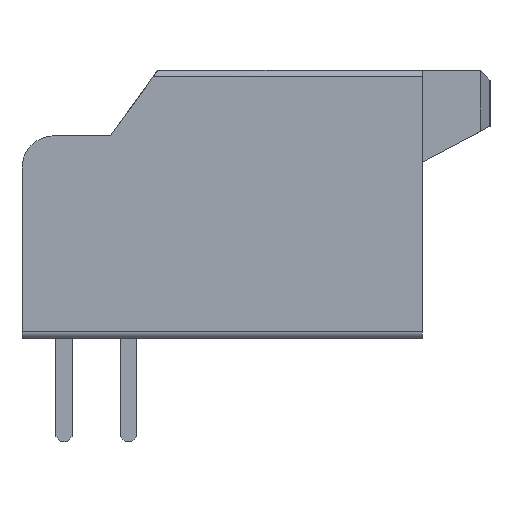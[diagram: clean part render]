
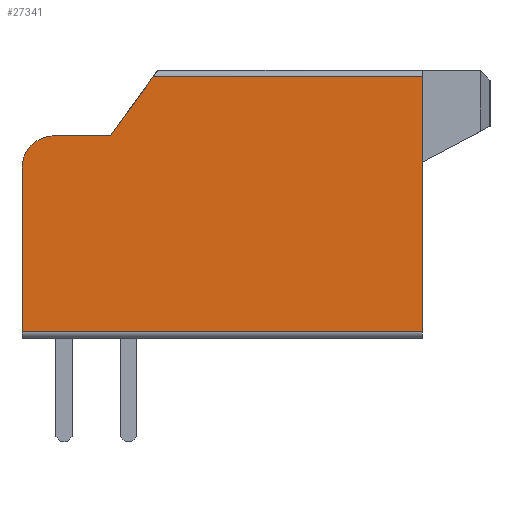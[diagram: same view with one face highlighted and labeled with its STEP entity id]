
A CAD part, left-side view. The second image highlights one B-rep face of the part: STEP entity #27341.
In plain terms, the highlighted planar face has unit normal (-1, 0, 0).
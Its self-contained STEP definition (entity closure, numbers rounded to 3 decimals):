
#646 = DIRECTION ( 'NONE',  ( 0., 1., 0. ) ) ;
#821 = VERTEX_POINT ( 'NONE', #30245 ) ;
#1031 = LINE ( 'NONE', #29254, #26854 ) ;
#2107 = DIRECTION ( 'NONE',  ( 0., 0., -1. ) ) ;
#2192 = VECTOR ( 'NONE', #2107, 1000. ) ;
#3217 = EDGE_LOOP ( 'NONE', ( #28661, #28078, #25596, #24969, #21225, #5724, #16783 ) ) ;
#3624 = CARTESIAN_POINT ( 'NONE',  ( -9., -0.441, 6.275 ) ) ;
#4057 = LINE ( 'NONE', #16326, #23024 ) ;
#4518 = VERTEX_POINT ( 'NONE', #15917 ) ;
#4607 = EDGE_CURVE ( 'NONE', #4518, #15972, #17133, .T. ) ;
#4891 = DIRECTION ( 'NONE',  ( 1., 0., 0. ) ) ;
#5121 = VERTEX_POINT ( 'NONE', #18323 ) ;
#5724 = ORIENTED_EDGE ( 'NONE', *, *, #8114, .T. ) ;
#5796 = CARTESIAN_POINT ( 'NONE',  ( -9., -0.441, 6.275 ) ) ;
#7351 = CARTESIAN_POINT ( 'NONE',  ( -9., -10.1, 8.1 ) ) ;
#7925 = VECTOR ( 'NONE', #9635, 1000. ) ;
#8114 = EDGE_CURVE ( 'NONE', #13998, #821, #1031, .T. ) ;
#8327 = CARTESIAN_POINT ( 'NONE',  ( -9., 2.3, 0.2 ) ) ;
#8597 = CARTESIAN_POINT ( 'NONE',  ( -9., 2.3, 8.3 ) ) ;
#9035 = EDGE_CURVE ( 'NONE', #15972, #11395, #4057, .T. ) ;
#9635 = DIRECTION ( 'NONE',  ( 0., -1., 0. ) ) ;
#9734 = AXIS2_PLACEMENT_3D ( 'NONE', #24564, #29340, #646 ) ;
#11395 = VERTEX_POINT ( 'NONE', #16180 ) ;
#11689 = PLANE ( 'NONE',  #28269 ) ;
#12469 = DIRECTION ( 'NONE',  ( 0., 0., 1. ) ) ;
#12960 = DIRECTION ( 'NONE',  ( 0., 1., 0. ) ) ;
#13998 = VERTEX_POINT ( 'NONE', #3624 ) ;
#15917 = CARTESIAN_POINT ( 'NONE',  ( -9., -10.1, 0.2 ) ) ;
#15972 = VERTEX_POINT ( 'NONE', #7351 ) ;
#16062 = LINE ( 'NONE', #8597, #2192 ) ;
#16180 = CARTESIAN_POINT ( 'NONE',  ( -9., -1.764, 8.1 ) ) ;
#16213 = CIRCLE ( 'NONE', #9734, 1. ) ;
#16326 = CARTESIAN_POINT ( 'NONE',  ( -9., -1.909, 8.1 ) ) ;
#16495 = CARTESIAN_POINT ( 'NONE',  ( -9., 2.3, 0.2 ) ) ;
#16679 = FACE_OUTER_BOUND ( 'NONE', #3217, .T. ) ;
#16682 = CARTESIAN_POINT ( 'NONE',  ( -9., -10.1, 0. ) ) ;
#16783 = ORIENTED_EDGE ( 'NONE', *, *, #16911, .T. ) ;
#16911 = EDGE_CURVE ( 'NONE', #821, #5121, #16213, .T. ) ;
#17133 = LINE ( 'NONE', #16682, #22111 ) ;
#18323 = CARTESIAN_POINT ( 'NONE',  ( -9., 2.3, 5.275 ) ) ;
#19173 = DIRECTION ( 'NONE',  ( 0., 0.587, -0.81 ) ) ;
#21225 = ORIENTED_EDGE ( 'NONE', *, *, #25503, .T. ) ;
#21386 = LINE ( 'NONE', #16495, #7925 ) ;
#21571 = DIRECTION ( 'NONE',  ( 0., 1., 0. ) ) ;
#22111 = VECTOR ( 'NONE', #12469, 1000. ) ;
#23024 = VECTOR ( 'NONE', #27811, 1000. ) ;
#23740 = LINE ( 'NONE', #5796, #25178 ) ;
#24564 = CARTESIAN_POINT ( 'NONE',  ( -9., 1.3, 5.275 ) ) ;
#24969 = ORIENTED_EDGE ( 'NONE', *, *, #9035, .T. ) ;
#25178 = VECTOR ( 'NONE', #19173, 1000. ) ;
#25503 = EDGE_CURVE ( 'NONE', #11395, #13998, #23740, .T. ) ;
#25596 = ORIENTED_EDGE ( 'NONE', *, *, #4607, .T. ) ;
#25684 = EDGE_CURVE ( 'NONE', #26889, #4518, #21386, .T. ) ;
#26854 = VECTOR ( 'NONE', #12960, 1000. ) ;
#26889 = VERTEX_POINT ( 'NONE', #8327 ) ;
#27223 = EDGE_CURVE ( 'NONE', #5121, #26889, #16062, .T. ) ;
#27341 = ADVANCED_FACE ( 'NONE', ( #16679 ), #11689, .F. ) ;
#27811 = DIRECTION ( 'NONE',  ( 0., 1., 0. ) ) ;
#28078 = ORIENTED_EDGE ( 'NONE', *, *, #25684, .T. ) ;
#28269 = AXIS2_PLACEMENT_3D ( 'NONE', #28609, #4891, #21571 ) ;
#28609 = CARTESIAN_POINT ( 'NONE',  ( -9., 2.3, 8.3 ) ) ;
#28661 = ORIENTED_EDGE ( 'NONE', *, *, #27223, .T. ) ;
#29254 = CARTESIAN_POINT ( 'NONE',  ( -9., 2.3, 6.275 ) ) ;
#29340 = DIRECTION ( 'NONE',  ( -1., 0., 0. ) ) ;
#30245 = CARTESIAN_POINT ( 'NONE',  ( -9., 1.3, 6.275 ) ) ;
